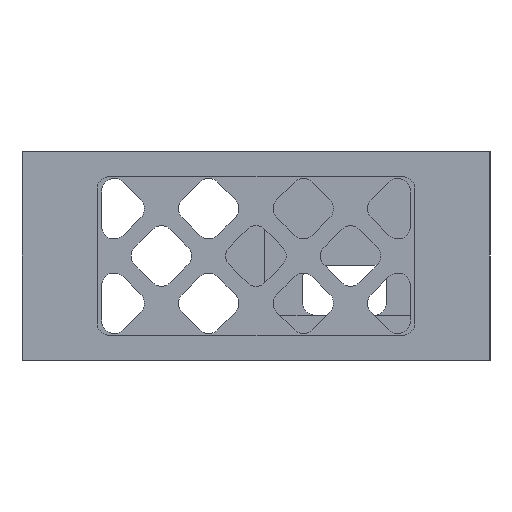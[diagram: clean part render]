
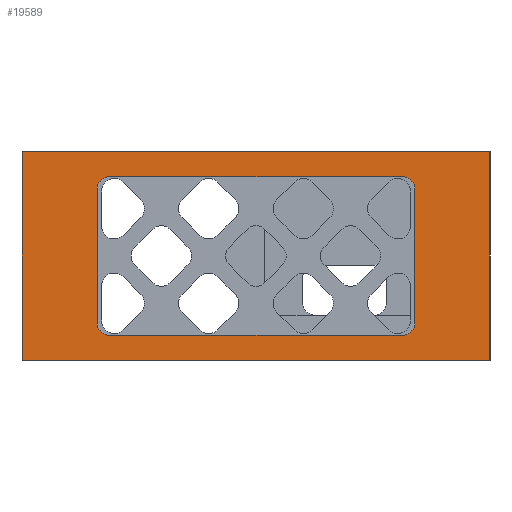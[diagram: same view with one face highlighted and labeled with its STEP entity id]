
A CAD part, front view. The second image highlights one B-rep face of the part: STEP entity #19589.
In plain terms, the highlighted face is planar.
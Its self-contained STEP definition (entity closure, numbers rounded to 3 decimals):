
#19142=DIRECTION('',(0.,0.,1.));
#19143=VECTOR('',#19142,16.);
#19144=CARTESIAN_POINT('',(53.,6.,-19.311));
#19145=LINE('',#19144,#19143);
#19170=DIRECTION('',(0.,-1.,0.));
#19171=VECTOR('',#19170,35.);
#19172=CARTESIAN_POINT('',(53.,42.5,-20.811));
#19173=LINE('',#19172,#19171);
#19198=DIRECTION('',(0.,0.,-1.));
#19199=VECTOR('',#19198,16.);
#19200=CARTESIAN_POINT('',(53.,44.,-3.311));
#19201=LINE('',#19200,#19199);
#19226=DIRECTION('',(0.,1.,0.));
#19227=VECTOR('',#19226,35.);
#19228=CARTESIAN_POINT('',(53.,7.5,-1.811));
#19229=LINE('',#19228,#19227);
#19254=CARTESIAN_POINT('',(53.,7.5,-3.311));
#19255=DIRECTION('',(1.,0.,0.));
#19256=DIRECTION('',(0.,0.,1.));
#19257=AXIS2_PLACEMENT_3D('',#19254,#19255,#19256);
#19262=CARTESIAN_POINT('',(53.,7.5,-19.311));
#19263=DIRECTION('',(1.,0.,0.));
#19264=DIRECTION('',(0.,-1.,0.));
#19265=AXIS2_PLACEMENT_3D('',#19262,#19263,#19264);
#19270=CARTESIAN_POINT('',(53.,42.5,-19.311));
#19271=DIRECTION('',(1.,0.,0.));
#19272=DIRECTION('',(0.,0.,-1.));
#19273=AXIS2_PLACEMENT_3D('',#19270,#19271,#19272);
#19278=CARTESIAN_POINT('',(53.,42.5,-3.311));
#19279=DIRECTION('',(1.,0.,0.));
#19280=DIRECTION('',(0.,1.,0.));
#19281=AXIS2_PLACEMENT_3D('',#19278,#19279,#19280);
#19293=DIRECTION('',(0.,1.,0.));
#19294=VECTOR('',#19293,56.);
#19295=CARTESIAN_POINT('',(53.,-3.,-23.811));
#19296=LINE('',#19295,#19294);
#19314=DIRECTION('',(0.,0.,-1.));
#19315=VECTOR('',#19314,25.);
#19316=CARTESIAN_POINT('',(53.,-3.,1.189));
#19317=LINE('',#19316,#19315);
#19342=DIRECTION('',(0.,-1.,0.));
#19343=VECTOR('',#19342,56.);
#19344=CARTESIAN_POINT('',(53.,53.,1.189));
#19345=LINE('',#19344,#19343);
#19363=DIRECTION('',(0.,0.,1.));
#19364=VECTOR('',#19363,25.);
#19365=CARTESIAN_POINT('',(53.,53.,-23.811));
#19366=LINE('',#19365,#19364);
#19378=CARTESIAN_POINT('',(53.,53.,1.189));
#19379=VERTEX_POINT('',#19378);
#19380=CARTESIAN_POINT('',(53.,53.,-23.811));
#19381=VERTEX_POINT('',#19380);
#19382=CARTESIAN_POINT('',(53.,-3.,1.189));
#19383=VERTEX_POINT('',#19382);
#19384=CARTESIAN_POINT('',(53.,-3.,-23.811));
#19385=VERTEX_POINT('',#19384);
#19386=CARTESIAN_POINT('',(53.,7.5,-1.811));
#19387=CARTESIAN_POINT('',(53.,42.5,-1.811));
#19388=VERTEX_POINT('',#19386);
#19389=VERTEX_POINT('',#19387);
#19396=CARTESIAN_POINT('',(53.,6.,-3.311));
#19397=VERTEX_POINT('',#19396);
#19398=CARTESIAN_POINT('',(53.,6.,-19.311));
#19399=VERTEX_POINT('',#19398);
#19404=CARTESIAN_POINT('',(53.,7.5,-20.811));
#19405=VERTEX_POINT('',#19404);
#19406=CARTESIAN_POINT('',(53.,42.5,-20.811));
#19407=VERTEX_POINT('',#19406);
#19412=CARTESIAN_POINT('',(53.,44.,-19.311));
#19413=VERTEX_POINT('',#19412);
#19414=CARTESIAN_POINT('',(53.,44.,-3.311));
#19415=VERTEX_POINT('',#19414);
#19564=CARTESIAN_POINT('',(53.,25.,0.389));
#19565=DIRECTION('',(1.,0.,0.));
#19566=DIRECTION('',(0.,1.,0.));
#19567=AXIS2_PLACEMENT_3D('',#19564,#19565,#19566);
#19568=PLANE('',#19567);
#19570=ORIENTED_EDGE('',*,*,#19569,.F.);
#19572=ORIENTED_EDGE('',*,*,#19571,.F.);
#19574=ORIENTED_EDGE('',*,*,#19573,.F.);
#19576=ORIENTED_EDGE('',*,*,#19575,.F.);
#19577=EDGE_LOOP('',(#19570,#19572,#19574,#19576));
#19578=FACE_OUTER_BOUND('',#19577,.F.);
#19579=ORIENTED_EDGE('',*,*,#19544,.F.);
#19580=ORIENTED_EDGE('',*,*,#19559,.T.);
#19581=ORIENTED_EDGE('',*,*,#19459,.F.);
#19582=ORIENTED_EDGE('',*,*,#19476,.T.);
#19583=ORIENTED_EDGE('',*,*,#19488,.F.);
#19584=ORIENTED_EDGE('',*,*,#19504,.T.);
#19585=ORIENTED_EDGE('',*,*,#19516,.F.);
#19586=ORIENTED_EDGE('',*,*,#19532,.T.);
#19587=EDGE_LOOP('',(#19579,#19580,#19581,#19582,#19583,#19584,#19585,#19586));
#19588=FACE_BOUND('',#19587,.F.);
#19258=CIRCLE('',#19257,1.5);
#19266=CIRCLE('',#19265,1.5);
#19274=CIRCLE('',#19273,1.5);
#19282=CIRCLE('',#19281,1.5);
#19459=EDGE_CURVE('',#19399,#19397,#19145,.T.);
#19476=EDGE_CURVE('',#19399,#19405,#19266,.T.);
#19488=EDGE_CURVE('',#19407,#19405,#19173,.T.);
#19504=EDGE_CURVE('',#19407,#19413,#19274,.T.);
#19516=EDGE_CURVE('',#19415,#19413,#19201,.T.);
#19532=EDGE_CURVE('',#19415,#19389,#19282,.T.);
#19544=EDGE_CURVE('',#19388,#19389,#19229,.T.);
#19559=EDGE_CURVE('',#19388,#19397,#19258,.T.);
#19569=EDGE_CURVE('',#19385,#19381,#19296,.T.);
#19571=EDGE_CURVE('',#19383,#19385,#19317,.T.);
#19573=EDGE_CURVE('',#19379,#19383,#19345,.T.);
#19575=EDGE_CURVE('',#19381,#19379,#19366,.T.);
#19589=ADVANCED_FACE('',(#19578,#19588),#19568,.T.);
